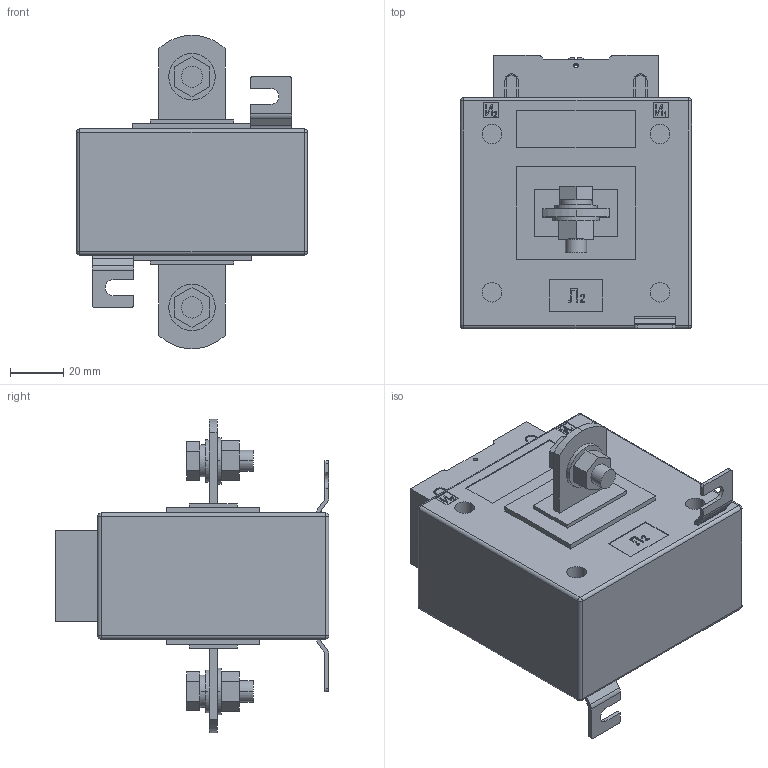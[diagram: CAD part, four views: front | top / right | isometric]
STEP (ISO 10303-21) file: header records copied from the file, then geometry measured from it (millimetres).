
FILE_DESCRIPTION (( 'STEP AP214' ), '1' );
FILE_NAME ('ITP10-3-05-0125 Òðàíñôîðìàòîð òîêà ÒÎÏ-0,66 125_5À 5ÂÀ êëàññ 0,5S ÈÝÊ.STEP', '2018-02-02T07:18:13', ( '' ), ( '' ), 'SwSTEP 2.0', 'SolidWorks 2014', '' );
FILE_SCHEMA (( 'AUTOMOTIVE_DESIGN' ));
Length unit declared in the file: millimetre
Products named in the file (1): ITP10-3-05-0125 Òðàíñôîðìàòîð òîêà ÒÎÏ-0,66  125_5À  5ÂÀ  êëàññ 0,5S  ÈÝÊ
Bounding box: 87 x 103 x 117.93 mm (x, y, z)
Volume: 387010.6 mm3; surface area: 59353.3 mm2
Topology: 8 solids, 8 shells, 952 faces, 2464 edges, 1584 vertices
Faces by surface type: plane 617, cylinder 219, cone 64, bspline 38, sphere 8, torus 6
Entity records: 31061 total; most frequent: CARTESIAN_POINT 8003, ORIENTED_EDGE 4912, DIRECTION 4502, EDGE_CURVE 2456, LINE 1656, VECTOR 1656, VERTEX_POINT 1584, AXIS2_PLACEMENT_3D 1423
